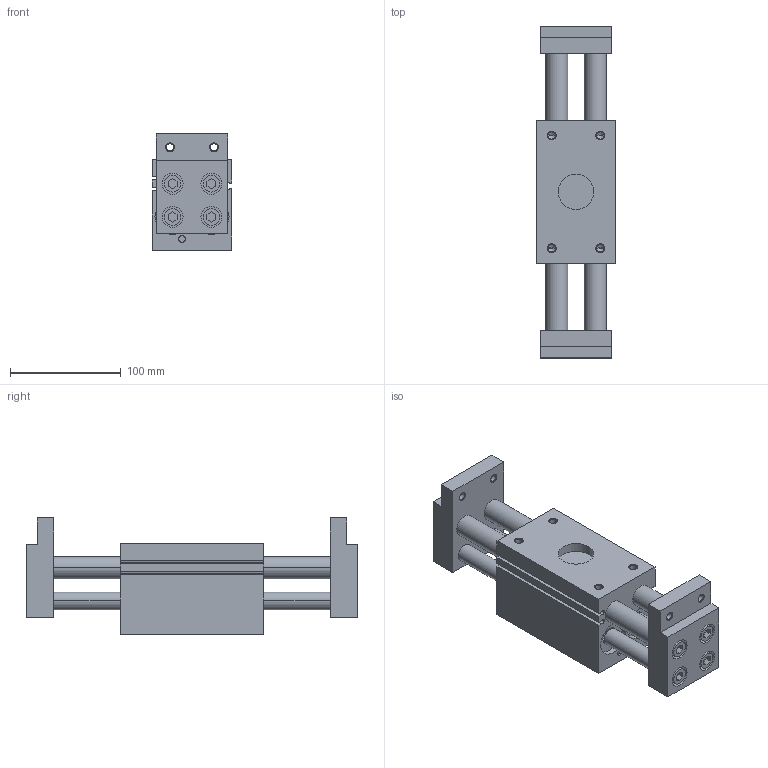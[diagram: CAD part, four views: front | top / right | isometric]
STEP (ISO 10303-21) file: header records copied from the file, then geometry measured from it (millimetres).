
FILE_DESCRIPTION(('HOOPS Exchange Step'),'2;1');
FILE_NAME('export-A8E3305B-698F-451B-BF4E-C16CA6E0E693.stp','2020-12-14T20:35:46+01:00',('Engineering'),('Alibre'),'HOOPS Exchange 2020.1','Alibre','Unknown authorisation');
FILE_SCHEMA( ('AP242_MANAGED_MODEL_BASED_3D_ENGINEERING_MIM_LF {1 0 10303 442 1 1 4 }') );
Length unit declared in the file: millimetre
Products named in the file (3): 5377-1 W1580300200 Gripper with 2 long-stroke jaws P4-30, stroke 2x60mm,F=280N; 5377-2 W1580300200 Gripper with 2 long-stroke jaws P4-30, stroke 2x60mm,F=280N; 5377 W1580300200 Gripper with 2 long-stroke jaws P4-30, stroke 2x60mm,F=280N
Assembly tree (3 placements, depth 2):
  5377 W1580300200 Gripper with 2 long-stroke jaws P4-30, stroke 2x60mm,F=280N
    5377-1 W1580300200 Gripper with 2 long-stroke jaws P4-30, stroke 2x60mm,F=280N
    5377-2 W1580300200 Gripper with 2 long-stroke jaws P4-30, stroke 2x60mm,F=280N  x2
Bounding box: 72 x 300 x 105 mm (x, y, z)
Volume: 975583 mm3; surface area: 168319.1 mm2
Topology: 3 solids, 3 shells, 341 faces, 794 edges, 506 vertices
Faces by surface type: plane 141, cylinder 132, cone 68
Entity records: 7237 total; most frequent: DIRECTION 1354, CARTESIAN_POINT 1204, ORIENTED_EDGE 1144, EDGE_CURVE 572, AXIS2_PLACEMENT_3D 524, VERTEX_POINT 374, EDGE_LOOP 308, FACE_BOUND 308
